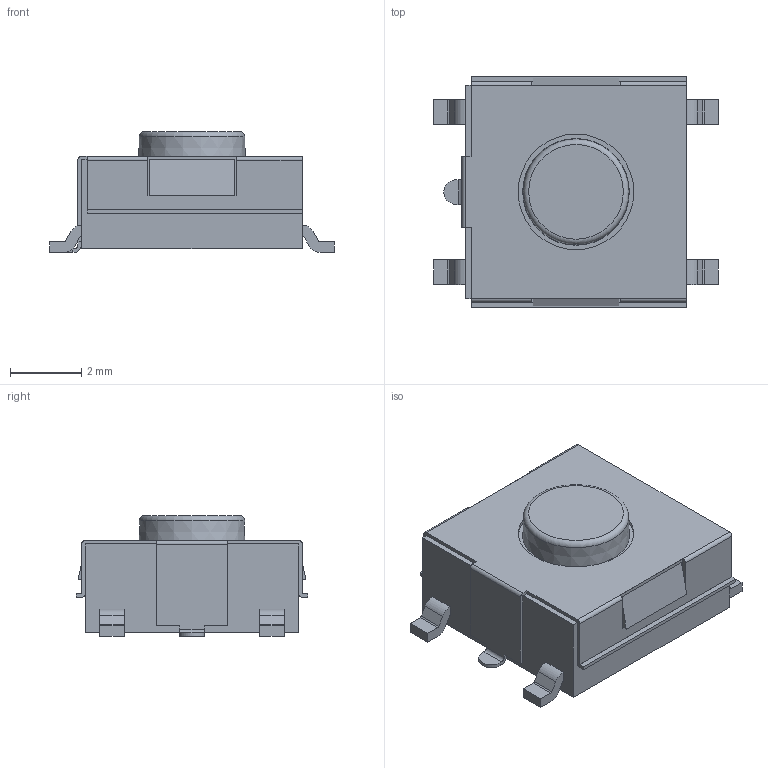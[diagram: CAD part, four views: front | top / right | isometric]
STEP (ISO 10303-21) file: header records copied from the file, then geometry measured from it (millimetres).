
FILE_DESCRIPTION(/* description */ (''),/* implementation_level */ '2;1');
FILE_NAME(/* name */ 'TLE3303FxxxQG.stp',/* time_stamp */ '2026-01-18T01:44:19-06:00',/* author */ ('jmeyers'),/* organization */ (''),/* preprocessor_version */ 'ST-DEVELOPER v18.1',/* originating_system */ 'Autodesk Inventor 2022',/* authorisation */ '');
FILE_SCHEMA (('AUTOMOTIVE_DESIGN { 1 0 10303 214 3 1 1 }'));
Length unit declared in the file: inch
Products named in the file (1): Part69
Bounding box: 8 x 6.5 x 3.4 mm (x, y, z)
Volume: 86.1 mm3; surface area: 306.1 mm2
Topology: 1 solids, 2 shells, 215 faces, 560 edges, 368 vertices
Faces by surface type: plane 149, cylinder 58, cone 2, torus 2, sphere 2, bspline 2
Full cylindrical faces by diameter (mm): 1 x1, 3.25 x1, 5 x1
Entity records: 6641 total; most frequent: CARTESIAN_POINT 1196, ORIENTED_EDGE 1120, DIRECTION 1114, EDGE_CURVE 560, LINE 434, VECTOR 434, VERTEX_POINT 368, AXIS2_PLACEMENT_3D 340
